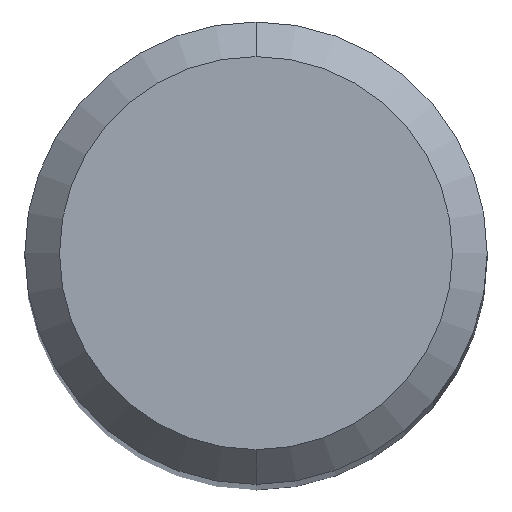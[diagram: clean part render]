
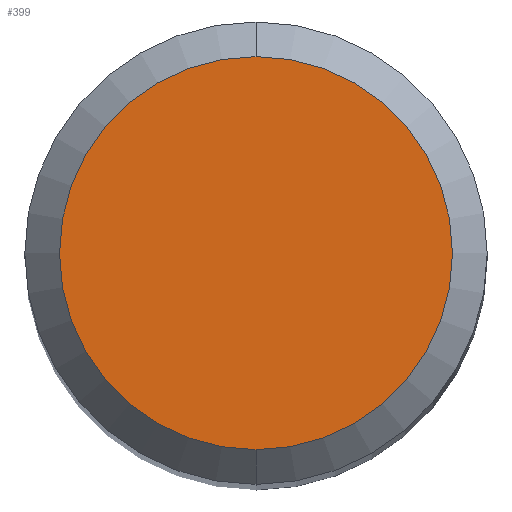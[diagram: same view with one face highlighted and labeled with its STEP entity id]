
A CAD part, top view. The second image highlights one B-rep face of the part: STEP entity #399.
In plain terms, the highlighted planar face has unit normal (0, 0, 1).
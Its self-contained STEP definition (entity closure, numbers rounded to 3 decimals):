
#235=VERTEX_POINT('',#597);
#347=EDGE_CURVE('',#235,#531,#720,.T.);
#399=ADVANCED_FACE('',(#776),#777,.T.);
#513=EDGE_CURVE('',#531,#235,#908,.T.);
#531=VERTEX_POINT('',#927);
#597=CARTESIAN_POINT('',(0.0,1.7,0.0));
#720=CIRCLE('',#1253,1.7);
#776=FACE_OUTER_BOUND('',#1339,.T.);
#777=PLANE('',#1340);
#908=CIRCLE('',#1614,1.7);
#927=CARTESIAN_POINT('',(0.,-1.7,0.0));
#1253=AXIS2_PLACEMENT_3D('',#1804,#1805,#1806);
#1339=EDGE_LOOP('',(#1872,#1873));
#1340=AXIS2_PLACEMENT_3D('',#1874,#1875,#1876);
#1614=AXIS2_PLACEMENT_3D('',#2059,#2060,#2061);
#1804=CARTESIAN_POINT('',(0.0,0.0,0.0));
#1805=DIRECTION('',(0.0,0.0,-1.0));
#1806=DIRECTION('',(0.0,1.0,0.0));
#1872=ORIENTED_EDGE('',*,*,#347,.F.);
#1873=ORIENTED_EDGE('',*,*,#513,.F.);
#1874=CARTESIAN_POINT('',(0.0,0.85,0.0));
#1875=DIRECTION('',(-0.0,0.0,1.0));
#1876=DIRECTION('',(0.0,-1.0,0.0));
#2059=CARTESIAN_POINT('',(0.0,0.0,0.0));
#2060=DIRECTION('',(0.0,0.0,-1.0));
#2061=DIRECTION('',(0.0,1.0,0.0));
